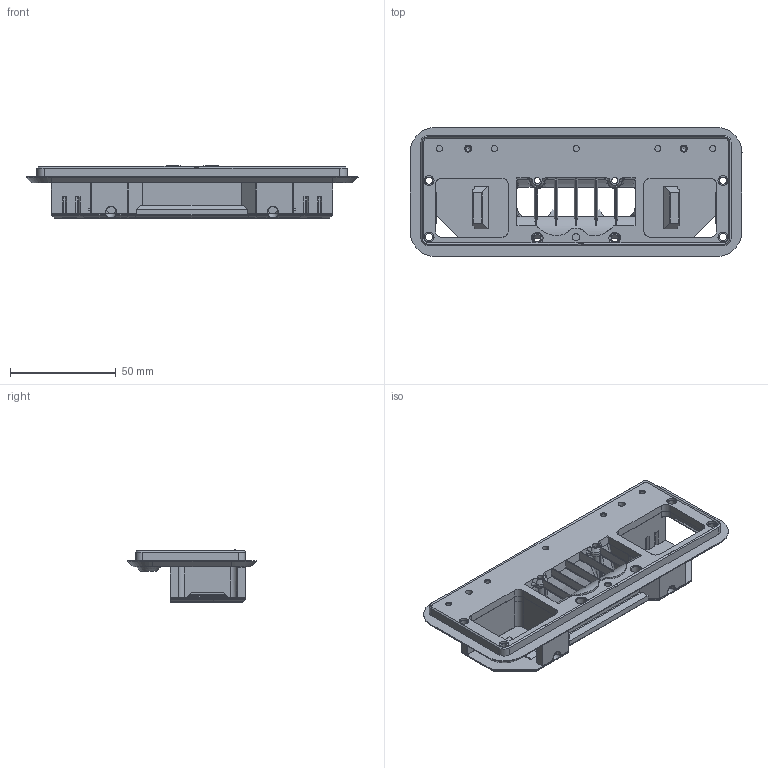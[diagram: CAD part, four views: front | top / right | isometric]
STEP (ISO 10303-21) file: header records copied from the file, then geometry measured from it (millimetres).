
FILE_DESCRIPTION(/* description */ (''),/* implementation_level */ '2;1');
FILE_NAME(/* name */ 'TopPanelMount.step',/* time_stamp */ '2024-03-12T01:02:55+01:00',/* author */ (''),/* organization */ (''),/* preprocessor_version */ 'ST-DEVELOPER v20',/* originating_system */ 'Autodesk Translation Framework v12.20.1.177',/* authorisation */ '');
FILE_SCHEMA (('AUTOMOTIVE_DESIGN { 1 0 10303 214 3 1 1 }'));
Length unit declared in the file: millimetre
Products named in the file (3): Top Panel Mount; Chamber Side (1); Voron Exhaust Fitting (1)
Assembly tree (2 placements, depth 2):
  Top Panel Mount
    Chamber Side (1)
    Voron Exhaust Fitting (1)
Bounding box: 157 x 60.97 x 24.6 mm (x, y, z)
Volume: 65871.9 mm3; surface area: 46659.2 mm2
Topology: 3 solids, 3 shells, 716 faces, 1855 edges, 1157 vertices
Faces by surface type: plane 302, cylinder 252, bspline 71, sphere 46, cone 23, torus 22
Full cylindrical faces by diameter (mm): 2.9 x7, 3.3 x2, 3.4 x15, 4.7 x8, 5.8 x6, 5.9 x1, 6 x6
Entity records: 25407 total; most frequent: CARTESIAN_POINT 7795, ORIENTED_EDGE 3706, DIRECTION 3646, EDGE_CURVE 1853, AXIS2_PLACEMENT_3D 1350, VERTEX_POINT 1157, LINE 946, VECTOR 946
